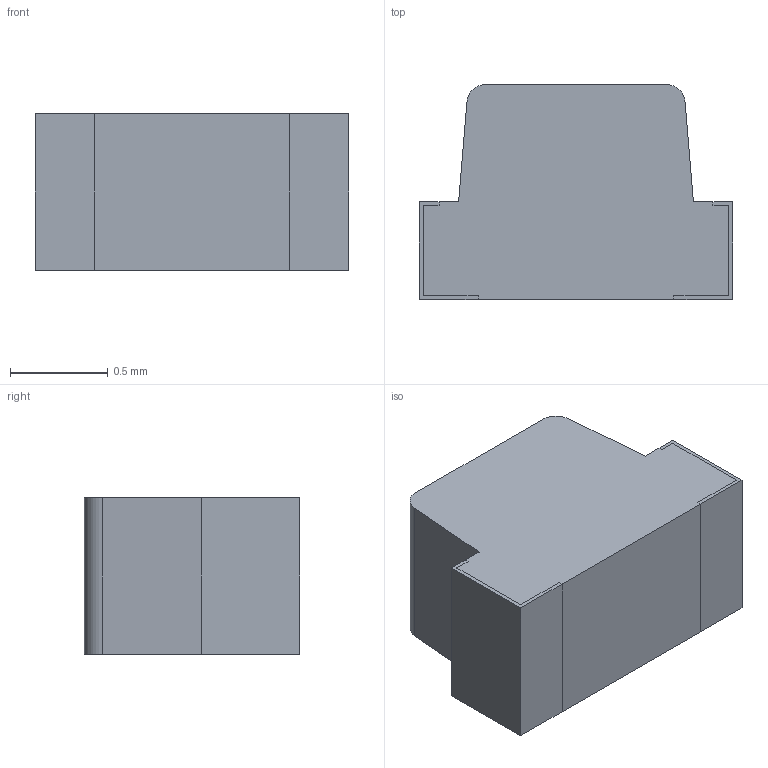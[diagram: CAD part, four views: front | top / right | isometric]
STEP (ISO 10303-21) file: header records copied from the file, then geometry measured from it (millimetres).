
FILE_DESCRIPTION (( 'STEP AP214' ), '1' );
FILE_NAME ('KP-1608SGC.STEP', '2018-09-12T18:05:51', ( '' ), ( '' ), 'SwSTEP 2.0', 'SolidWorks 2017', '' );
FILE_SCHEMA (( 'AUTOMOTIVE_DESIGN' ));
Length unit declared in the file: millimetre
Products named in the file (1): KP-1608SGC
Bounding box: 1.6 x 1.1 x 0.8 mm (x, y, z)
Volume: 1.2 mm3; surface area: 10.1 mm2
Topology: 4 solids, 4 shells, 51 faces, 126 edges, 84 vertices
Faces by surface type: plane 49, cylinder 2
Entity records: 1545 total; most frequent: CARTESIAN_POINT 262, ORIENTED_EDGE 252, DIRECTION 234, EDGE_CURVE 126, VECTOR 122, LINE 122, VERTEX_POINT 84, AXIS2_PLACEMENT_3D 56
